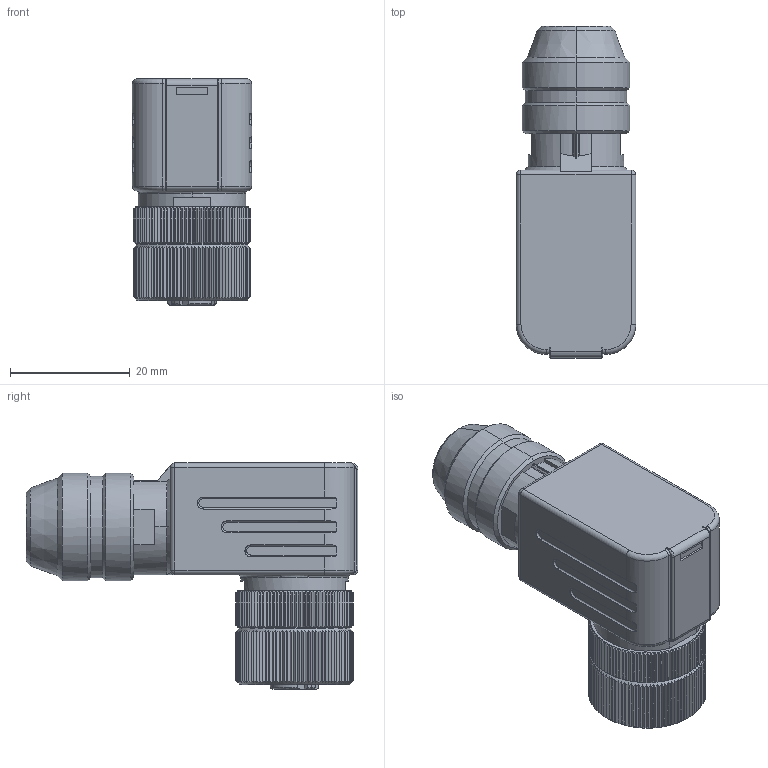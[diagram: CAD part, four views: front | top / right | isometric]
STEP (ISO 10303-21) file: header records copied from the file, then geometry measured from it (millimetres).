
FILE_DESCRIPTION(('CATIA V5 STEP Exchange','CAx-IF Rec.Pracs.--- Model Styling and Organization---1.4--- 2014-01-23'),'2;1');
FILE_NAME ('007301-4_0', '2020-11-05T05:46:38+00:00', ('none'), ('Weidmueller'), 'CATIA Version 5-6 Release 2016 SP3 HF44', 'CATIA V5 STEP AP214', 'none');
FILE_SCHEMA(('AUTOMOTIVE_DESIGN { 1 0 10303 214 1 1 1 1 }'));
Length unit declared in the file: millimetre
Products named in the file (1): 1139330000
Bounding box: 20 x 55.5 x 37.8 mm (x, y, z)
Volume: 21421.4 mm3; surface area: 6971 mm2
Topology: 2 solids, 2 shells, 926 faces, 2255 edges, 1342 vertices
Faces by surface type: plane 475, cone 226, cylinder 184, torus 33, bspline 4, sphere 4
Entity records: 28524 total; most frequent: CARTESIAN_POINT 8926, ORIENTED_EDGE 4502, DIRECTION 3211, EDGE_CURVE 2249, AXIS2_PLACEMENT_3D 1519, VERTEX_POINT 1340, EDGE_LOOP 939, ADVANCED_FACE 926
